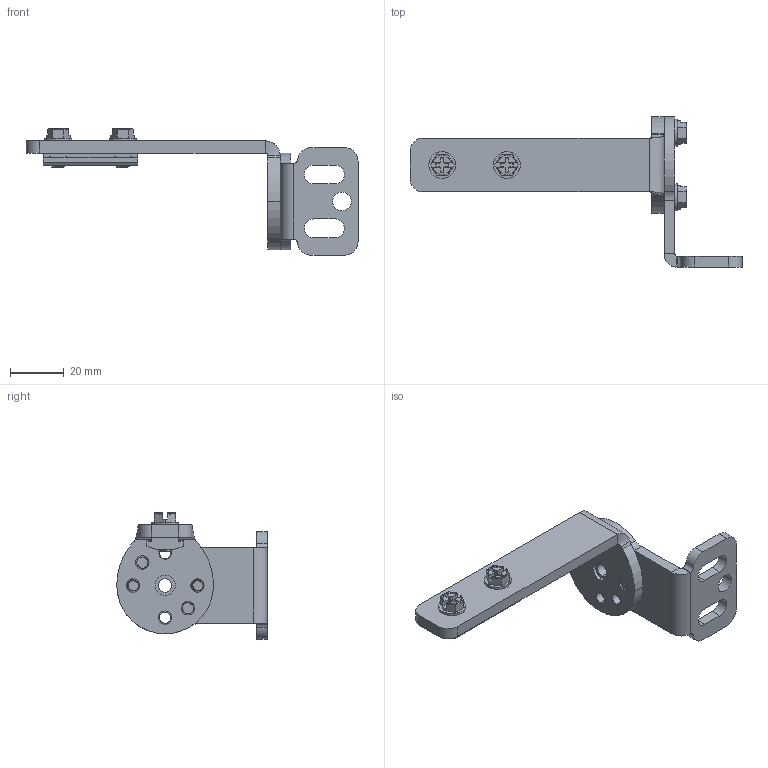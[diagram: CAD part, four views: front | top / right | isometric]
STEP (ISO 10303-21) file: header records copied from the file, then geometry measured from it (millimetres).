
FILE_DESCRIPTION((''),'2;1');
FILE_NAME('181245_ASM','2015-08-18T',('pdmadmin'),(''),'PRO/ENGINEER BY PARAMETRIC TECHNOLOGY CORPORATION, 2013230','PRO/ENGINEER BY PARAMETRIC TECHNOLOGY CORPORATION, 2013230','');
FILE_SCHEMA(('CONFIG_CONTROL_DESIGN'));
Length unit declared in the file: millimetre
Products named in the file (6): 175514; 175513; 175515; 58892; 175516; 181245_ASM
Assembly tree (7 placements, depth 2):
  181245_ASM
    175514
    175513
    175515
    58892  x2
    175516  x2
Bounding box: 123.5 x 56 x 47 mm (x, y, z)
Volume: 23381 mm3; surface area: 17594.5 mm2
Topology: 7 solids, 15 shells, 474 faces, 1296 edges, 846 vertices
Faces by surface type: cylinder 222, plane 208, bspline 44
Entity records: 15731 total; most frequent: CARTESIAN_POINT 7359, ORIENTED_EDGE 1748, DIRECTION 1640, EDGE_CURVE 890, VERTEX_POINT 582, AXIS2_PLACEMENT_3D 557, VECTOR 526, LINE 526
